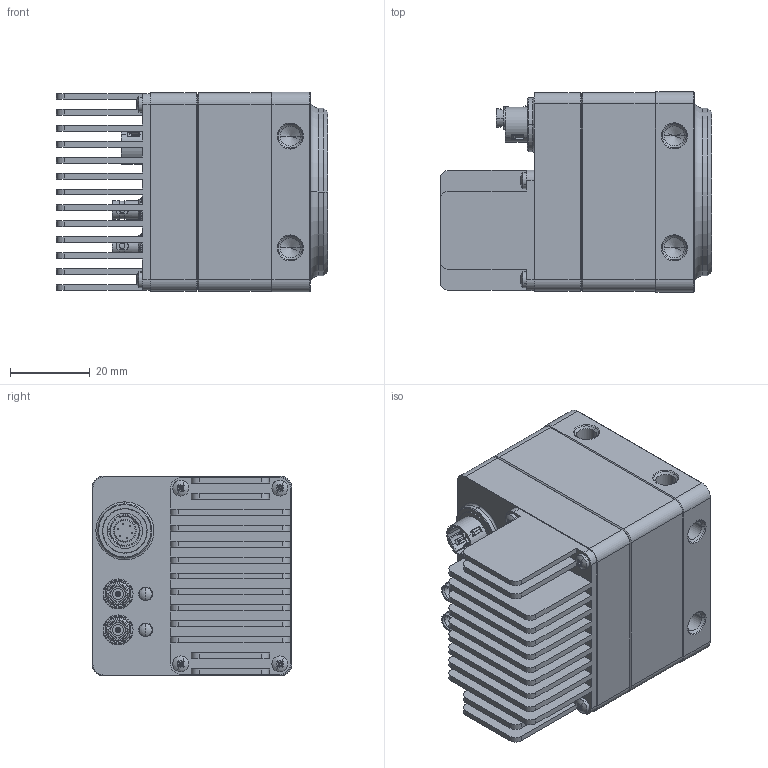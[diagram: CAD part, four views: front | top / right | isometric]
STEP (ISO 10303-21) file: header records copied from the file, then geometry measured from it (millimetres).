
FILE_DESCRIPTION((''),'2;1');
FILE_NAME('0-DH9-RDI000146-0005_ASM','2025-04-01T21:03:49',('25338'),(''),'CREO PARAMETRIC BY PTC INC, 2020184','CREO PARAMETRIC BY PTC INC, 2020184','');
FILE_SCHEMA(('CONFIG_CONTROL_DESIGN','SHAPE_APPEARANCE_LAYERS_GROUPS'));
Products named in the file (20): DH3-RDI000146-6300; DH3-1798-2128; DH0-000-2256; DH3-1798-9008; DH9-RDI000146-2201; DH3-RDI000146-V011_ASM; DH3-RDI000146-6202; DH3-RDI000146-V012_ASM; HR-PCB-0460-00-BJ-00_ASM; 1-2-17-01-10024; HR-PCB-0459-00-BM-KU3P-00_ASM; DH3-RDI000146-6007; 1-2-54-14-10408-000; DH3-0195-2000; DH0-000-70499; 1-2-17-04-10004; DH3-RDI000146-6037; DH3-RDI000146-V010_ASM; DH0-000-2514; 0-DH9-RDI000146-0005_ASM
Assembly tree (28 placements, depth 4):
  0-DH9-RDI000146-0005_ASM
    DH3-RDI000146-V011_ASM
      DH3-RDI000146-6300
      DH3-1798-2128
      DH0-000-2256  x2
      DH3-1798-9008
      DH9-RDI000146-2201
    DH3-RDI000146-V012_ASM
      DH3-RDI000146-6202
    DH3-RDI000146-V010_ASM
      HR-PCB-0460-00-BJ-00_ASM
      HR-PCB-0459-00-BM-KU3P-00_ASM
        1-2-17-01-10024  x2
      DH3-RDI000146-6007
      1-2-54-14-10408-000  x4
      DH3-0195-2000  x2
      DH0-000-70499
      1-2-17-04-10004
      DH3-RDI000146-6037
    DH0-000-2514  x4
Bounding box: 67.8 x 50 x 50 mm (x, y, z)
Volume: 116563.7 mm3; surface area: 55224.5 mm2
Topology: 25 solids, 64 shells, 1941 faces, 5209 edges, 3361 vertices
Faces by surface type: plane 885, cylinder 627, cone 263, bspline 64, torus 58, sphere 36, extrusion 8
Entity records: 62478 total; most frequent: CARTESIAN_POINT 12652, DIRECTION 7768, ORIENTED_EDGE 7646, PRESENTATION_STYLE_ASSIGNMENT 3978, STYLED_ITEM 3927, CURVE_STYLE 3881, EDGE_CURVE 3881, AXIS2_PLACEMENT_3D 2831
